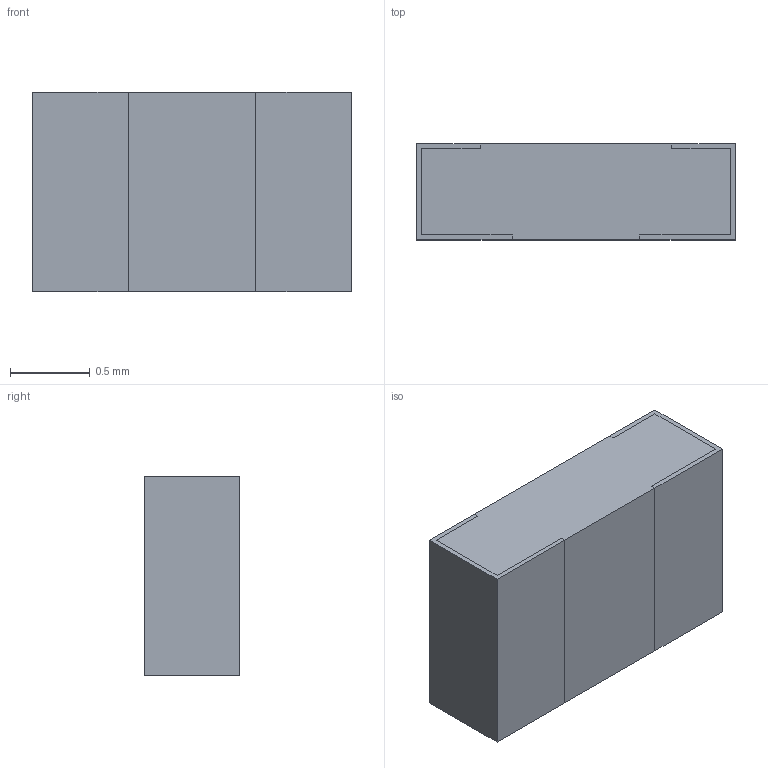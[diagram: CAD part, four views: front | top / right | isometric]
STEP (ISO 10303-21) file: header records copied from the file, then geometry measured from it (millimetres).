
FILE_DESCRIPTION (( 'STEP AP214' ), '1' );
FILE_NAME ('RNCP0805ZT0R00.STEP', '2019-12-26T12:59:46', ( '' ), ( '' ), 'SwSTEP 2.0', 'SolidWorks 2018', '' );
FILE_SCHEMA (( 'AUTOMOTIVE_DESIGN' ));
Length unit declared in the file: millimetre
Products named in the file (1): RNCP0805ZT0R00
Bounding box: 2 x 0.6 x 1.25 mm (x, y, z)
Volume: 1.5 mm3; surface area: 16.6 mm2
Topology: 3 solids, 3 shells, 34 faces, 84 edges, 56 vertices
Faces by surface type: plane 34
Entity records: 1040 total; most frequent: CARTESIAN_POINT 175, ORIENTED_EDGE 168, DIRECTION 154, LINE 84, EDGE_CURVE 84, VECTOR 84, VERTEX_POINT 56, AXIS2_PLACEMENT_3D 35
